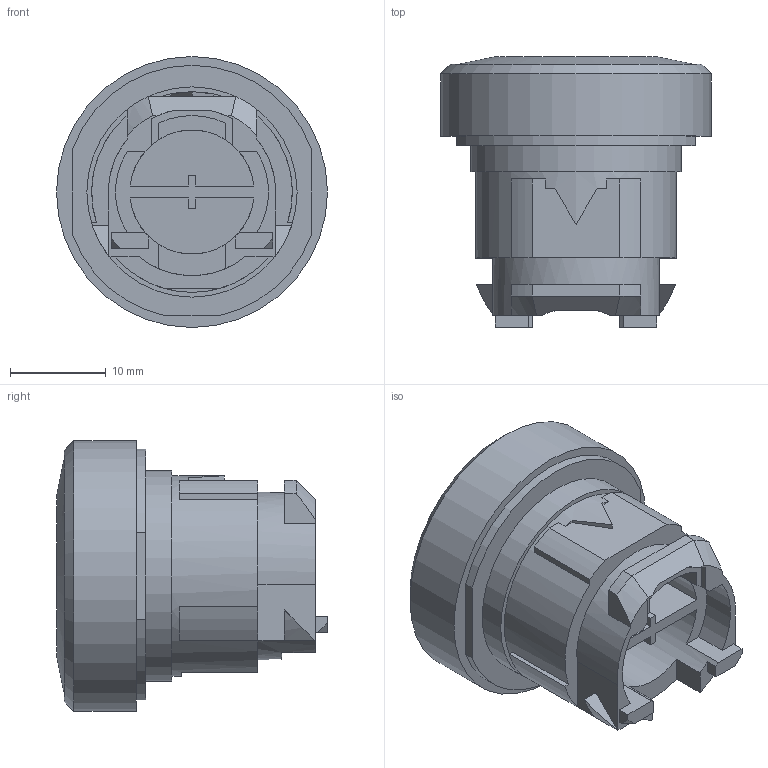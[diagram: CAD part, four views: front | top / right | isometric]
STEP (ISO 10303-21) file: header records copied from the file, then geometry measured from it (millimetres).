
FILE_DESCRIPTION (( 'STEP AP203' ), '1' );
FILE_NAME ('XB4BA-Y(R-G-Bl-B).ÃÌ Èñïîëíèòåëüíûé ìåõàíèçì êíîïêè XB4 æåëòûé ïëîñêèé âîçâðàòíûé áåç ôèêñàöèè, áåç ïîäñâåòêè EKF PROxima.STEP', '2025-07-14T08:57:32', ( '' ), ( '' ), 'SwSTEP 2.0', 'SolidWorks 2021', '' );
FILE_SCHEMA (( 'CONFIG_CONTROL_DESIGN' ));
Length unit declared in the file: millimetre
Products named in the file (1): XB4BA-Y(R-G-Bl-B).ÃÌ Èñïîëíèòåëüíûé ìåõàíèçì êíîïêè XB4 æåëòûé ïëîñêèé âîçâðàòíûé áåç ôèêñàöèè, áåç ïîäñâåòêè EKF PROxima
Bounding box: 28.35 x 28.3 x 28.35 mm (x, y, z)
Volume: 8810.8 mm3; surface area: 5194.7 mm2
Topology: 1 solids, 1 shells, 108 faces, 291 edges, 191 vertices
Faces by surface type: plane 78, cylinder 25, cone 3, sphere 2
Full cylindrical faces by diameter (mm): 21 x1, 22 x1, 24.9 x1, 25.1 x1, 28.35 x1
Entity records: 3414 total; most frequent: CARTESIAN_POINT 611, DIRECTION 569, ORIENTED_EDGE 566, EDGE_CURVE 283, VECTOR 195, LINE 195, VERTEX_POINT 189, AXIS2_PLACEMENT_3D 187
